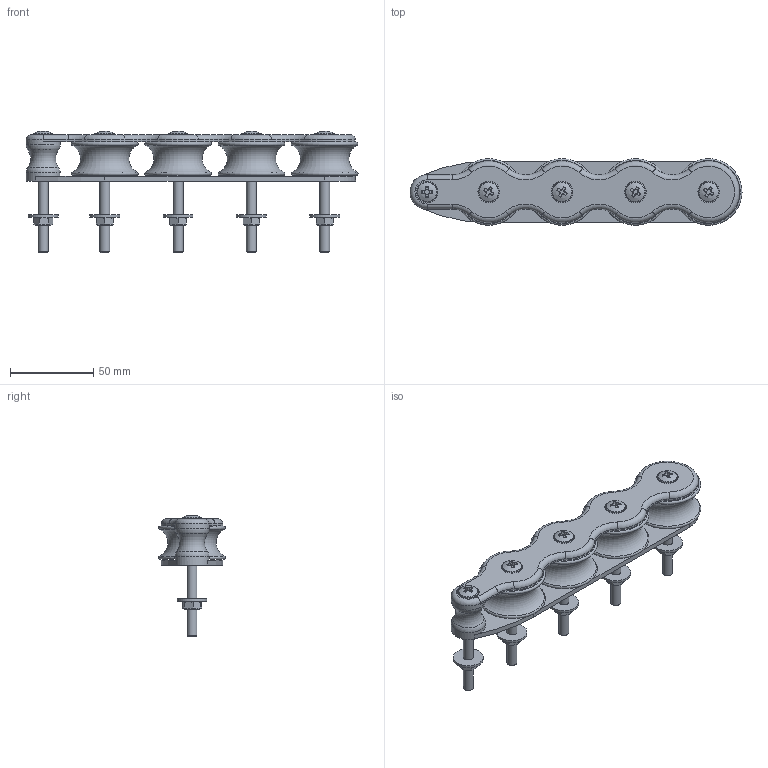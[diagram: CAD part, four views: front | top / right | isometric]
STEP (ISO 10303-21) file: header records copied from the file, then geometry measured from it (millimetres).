
FILE_DESCRIPTION(/* description */ (''),/* implementation_level */ '2;1');
FILE_NAME(/* name */ 'D440.stp',/* time_stamp */ '2016-04-04T11:19:26+02:00',/* author */ ('Nicola'),/* organization */ (''),/* preprocessor_version */ 'ST-DEVELOPER v16.1',/* originating_system */ 'Autodesk Inventor 2016',/* authorisation */ '');
FILE_SCHEMA (('AUTOMOTIVE_DESIGN { 1 0 10303 214 3 1 1 }'));
Length unit declared in the file: millimetre
Products named in the file (1): D440
Bounding box: 199.25 x 40 x 72.89 mm (x, y, z)
Volume: 127705.7 mm3; surface area: 53730.2 mm2
Topology: 1 solids, 1 shells, 267 faces, 636 edges, 409 vertices
Faces by surface type: plane 136, cylinder 50, cone 40, torus 36, sphere 5
Full cylindrical faces by diameter (mm): 6 x10, 10 x8, 12 x5, 18 x5, 20.5 x2
Entity records: 7342 total; most frequent: CARTESIAN_POINT 1504, DIRECTION 1260, ORIENTED_EDGE 1088, EDGE_CURVE 544, AXIS2_PLACEMENT_3D 528, VERTEX_POINT 392, EDGE_LOOP 388, FACE_OUTER_BOUND 267
